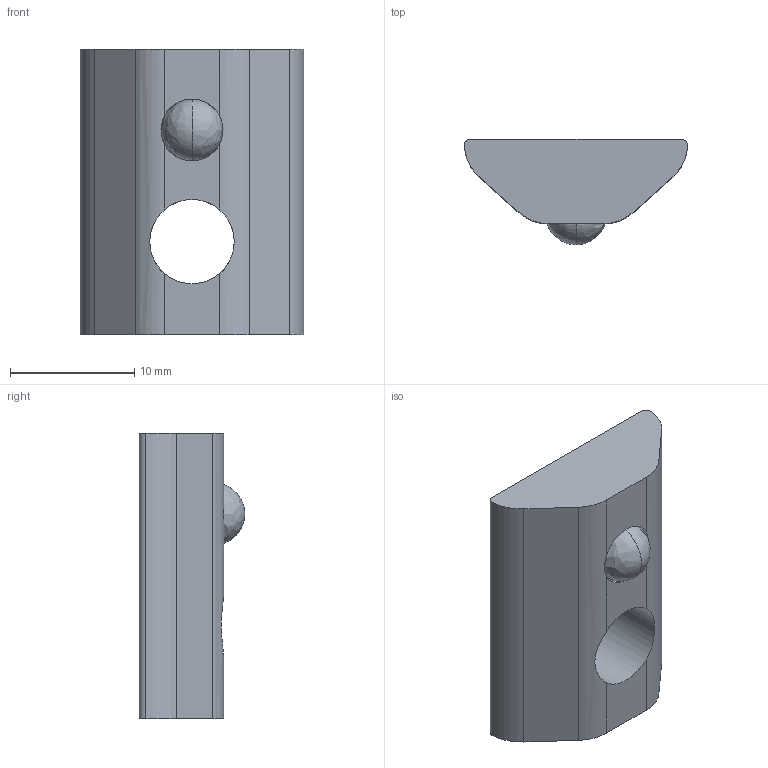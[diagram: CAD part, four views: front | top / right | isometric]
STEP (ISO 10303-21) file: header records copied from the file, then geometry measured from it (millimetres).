
FILE_DESCRIPTION (( 'STEP AP214' ), '1' );
FILE_NAME ('FIXE08E1241-Ecrou 8 St M8 lourd.step', '2023-03-24T10:02:27', ( 'Altae' ), ( '' ), 'SwSTEP 2.0', 'SolidWorks 2021', '' );
FILE_SCHEMA (( 'AUTOMOTIVE_DESIGN' ));
Length unit declared in the file: millimetre
Products named in the file (1): FIXE08E1241-Ecrou 8 St M8 lourd
Bounding box: 18 x 8.5 x 23 mm (x, y, z)
Volume: 1879.4 mm3; surface area: 1413.5 mm2
Topology: 2 solids, 2 shells, 24 faces, 67 edges, 42 vertices
Faces by surface type: cylinder 11, plane 9, bspline 2, cone 2
Entity records: 858 total; most frequent: CARTESIAN_POINT 212, DIRECTION 127, ORIENTED_EDGE 126, EDGE_CURVE 63, AXIS2_PLACEMENT_3D 49, VERTEX_POINT 42, LINE 29, VECTOR 29
